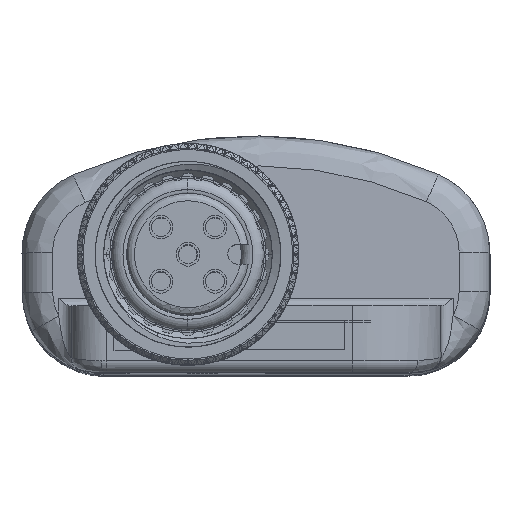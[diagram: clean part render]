
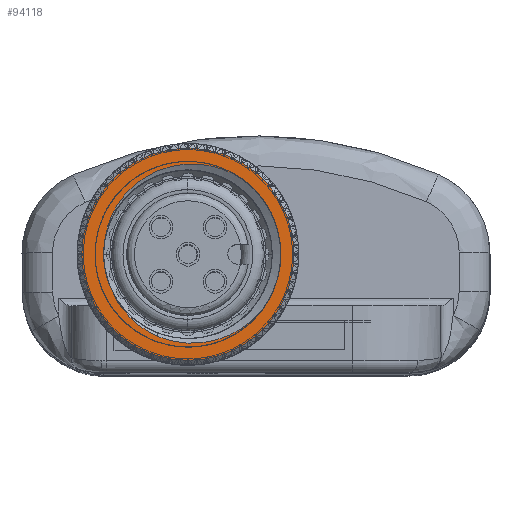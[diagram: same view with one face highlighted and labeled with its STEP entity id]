
A CAD part, top view. The second image highlights one B-rep face of the part: STEP entity #94118.
In plain terms, the highlighted face is planar.
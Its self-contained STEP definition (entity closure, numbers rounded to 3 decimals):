
#44570=CARTESIAN_POINT('',(0.,0.,0.));
#44571=DIRECTION('',(-1.,0.,0.));
#44572=DIRECTION('',(0.,1.,0.));
#44573=AXIS2_PLACEMENT_3D('',#44570,#44571,#44572);
#44575=CARTESIAN_POINT('',(0.,0.,0.));
#44576=DIRECTION('',(-1.,0.,0.));
#44577=DIRECTION('',(0.,-1.,0.));
#44578=AXIS2_PLACEMENT_3D('',#44575,#44576,#44577);
#44580=CARTESIAN_POINT('',(0.,-4.883,-3.616));
#44581=CARTESIAN_POINT('',(0.,-4.742,-3.79));
#44582=CARTESIAN_POINT('',(0.,-4.444,-4.117));
#44583=CARTESIAN_POINT('',(0.,-3.94,-4.561));
#44584=CARTESIAN_POINT('',(0.,-3.414,-4.93));
#44585=CARTESIAN_POINT('',(0.,-2.876,-5.229));
#44586=CARTESIAN_POINT('',(0.,-2.307,-5.474));
#44587=CARTESIAN_POINT('',(0.,-1.688,-5.665));
#44588=CARTESIAN_POINT('',(0.,-0.99,-5.797));
#44589=CARTESIAN_POINT('',(0.,-0.214,-5.843));
#44590=CARTESIAN_POINT('',(0.,0.559,-5.782));
#44591=CARTESIAN_POINT('',(0.,1.301,-5.624));
#44592=CARTESIAN_POINT('',(0.,2.011,-5.372));
#44593=CARTESIAN_POINT('',(0.,2.672,-5.035));
#44594=CARTESIAN_POINT('',(0.,3.252,-4.637));
#44595=CARTESIAN_POINT('',(0.,3.76,-4.191));
#44596=CARTESIAN_POINT('',(0.,4.207,-3.692));
#44597=CARTESIAN_POINT('',(0.,4.595,-3.139));
#44598=CARTESIAN_POINT('',(0.,4.805,-2.744));
#44599=CARTESIAN_POINT('',(0.,4.899,-2.538));
#44601=CARTESIAN_POINT('',(0.,-3.616,4.883));
#44602=CARTESIAN_POINT('',(0.,-3.811,4.739));
#44603=CARTESIAN_POINT('',(0.,-4.178,4.431));
#44604=CARTESIAN_POINT('',(0.,-4.672,3.907));
#44605=CARTESIAN_POINT('',(0.,-5.097,3.332));
#44606=CARTESIAN_POINT('',(0.,-5.455,2.708));
#44607=CARTESIAN_POINT('',(0.,-5.742,2.034));
#44608=CARTESIAN_POINT('',(0.,-5.948,1.314));
#44609=CARTESIAN_POINT('',(0.,-6.064,0.578));
#44610=CARTESIAN_POINT('',(0.,-6.089,-0.165));
#44611=CARTESIAN_POINT('',(0.,-6.024,-0.904));
#44612=CARTESIAN_POINT('',(0.,-5.867,-1.635));
#44613=CARTESIAN_POINT('',(0.,-5.627,-2.331));
#44614=CARTESIAN_POINT('',(0.,-5.304,-2.994));
#44615=CARTESIAN_POINT('',(0.,-5.033,-3.413));
#44616=CARTESIAN_POINT('',(0.,-4.883,-3.616));
#44618=CARTESIAN_POINT('',(0.,5.426,1.));
#44619=CARTESIAN_POINT('',(0.,5.403,1.177));
#44620=CARTESIAN_POINT('',(0.,5.339,1.526));
#44621=CARTESIAN_POINT('',(0.,5.192,2.041));
#44622=CARTESIAN_POINT('',(0.,4.999,2.534));
#44623=CARTESIAN_POINT('',(0.,4.761,3.007));
#44624=CARTESIAN_POINT('',(0.,4.466,3.476));
#44625=CARTESIAN_POINT('',(0.,4.096,3.95));
#44626=CARTESIAN_POINT('',(0.,3.635,4.422));
#44627=CARTESIAN_POINT('',(0.,3.081,4.867));
#44628=CARTESIAN_POINT('',(0.,2.441,5.258));
#44629=CARTESIAN_POINT('',(0.,1.771,5.554));
#44630=CARTESIAN_POINT('',(0.,1.094,5.76));
#44631=CARTESIAN_POINT('',(0.,0.404,5.882));
#44632=CARTESIAN_POINT('',(0.,-0.302,5.921));
#44633=CARTESIAN_POINT('',(0.,-1.006,5.875));
#44634=CARTESIAN_POINT('',(0.,-1.7,5.747));
#44635=CARTESIAN_POINT('',(0.,-2.373,5.539));
#44636=CARTESIAN_POINT('',(0.,-3.018,5.252));
#44637=CARTESIAN_POINT('',(0.,-3.421,5.014));
#44638=CARTESIAN_POINT('',(0.,-3.616,4.883));
#88082=CARTESIAN_POINT('',(0.,0.,0.));
#88083=DIRECTION('',(1.,0.,0.));
#88084=DIRECTION('',(0.,0.888,-0.46));
#88085=AXIS2_PLACEMENT_3D('',#88082,#88083,#88084);
#89816=CARTESIAN_POINT('',(0.,6.95,0.));
#89817=CARTESIAN_POINT('',(0.,-6.95,0.));
#89818=VERTEX_POINT('',#89816);
#89819=VERTEX_POINT('',#89817);
#89904=VERTEX_POINT('',#44618);
#89905=VERTEX_POINT('',#44638);
#89906=VERTEX_POINT('',#44616);
#89907=VERTEX_POINT('',#44599);
#94097=CARTESIAN_POINT('',(0.,0.,0.));
#94098=DIRECTION('',(1.,0.,0.));
#94099=DIRECTION('',(0.,-1.,0.));
#94100=AXIS2_PLACEMENT_3D('',#94097,#94098,#94099);
#94101=PLANE('',#94100);
#94103=ORIENTED_EDGE('',*,*,#94102,.F.);
#94105=ORIENTED_EDGE('',*,*,#94104,.F.);
#94106=EDGE_LOOP('',(#94103,#94105));
#94107=FACE_OUTER_BOUND('',#94106,.F.);
#94109=ORIENTED_EDGE('',*,*,#94108,.F.);
#94111=ORIENTED_EDGE('',*,*,#94110,.F.);
#94113=ORIENTED_EDGE('',*,*,#94112,.F.);
#94115=ORIENTED_EDGE('',*,*,#94114,.F.);
#94116=EDGE_LOOP('',(#94109,#94111,#94113,#94115));
#94117=FACE_BOUND('',#94116,.F.);
#94118=ADVANCED_FACE('',(#94107,#94117),#94101,.F.);
#44574=CIRCLE('',#44573,6.95);
#44579=CIRCLE('',#44578,6.95);
#44600=B_SPLINE_CURVE_WITH_KNOTS('',3,(#44580,#44581,#44582,#44583,#44584,
#44585,#44586,#44587,#44588,#44589,#44590,#44591,#44592,#44593,#44594,#44595,
#44596,#44597,#44598,#44599),.UNSPECIFIED.,.F.,.F.,(4,1,1,1,1,1,1,1,1,1,1,1,1,1,
1,1,1,4),(0.,0.059,0.118,0.176,
0.235,0.294,0.353,0.412,
0.471,0.529,0.588,0.647,
0.706,0.765,0.824,0.882,
0.941,1.),.UNSPECIFIED.);
#44617=B_SPLINE_CURVE_WITH_KNOTS('',3,(#44601,#44602,#44603,#44604,#44605,
#44606,#44607,#44608,#44609,#44610,#44611,#44612,#44613,#44614,#44615,#44616),
.UNSPECIFIED.,.F.,.F.,(4,1,1,1,1,1,1,1,1,1,1,1,1,4),(0.,0.077,
0.154,0.231,0.308,0.385,
0.462,0.538,0.615,0.692,
0.769,0.846,0.923,1.),.UNSPECIFIED.);
#44639=B_SPLINE_CURVE_WITH_KNOTS('',3,(#44618,#44619,#44620,#44621,#44622,
#44623,#44624,#44625,#44626,#44627,#44628,#44629,#44630,#44631,#44632,#44633,
#44634,#44635,#44636,#44637,#44638),.UNSPECIFIED.,.F.,.F.,(4,1,1,1,1,1,1,1,1,1,
1,1,1,1,1,1,1,1,4),(0.,0.056,0.111,0.167,
0.222,0.278,0.333,0.389,
0.444,0.5,0.556,0.611,0.667,
0.722,0.778,0.833,0.889,
0.944,1.),.UNSPECIFIED.);
#88086=CIRCLE('',#88085,5.518);
#94102=EDGE_CURVE('',#89818,#89819,#44574,.T.);
#94104=EDGE_CURVE('',#89819,#89818,#44579,.T.);
#94108=EDGE_CURVE('',#89907,#89904,#88086,.T.);
#94110=EDGE_CURVE('',#89906,#89907,#44600,.T.);
#94112=EDGE_CURVE('',#89905,#89906,#44617,.T.);
#94114=EDGE_CURVE('',#89904,#89905,#44639,.T.);
